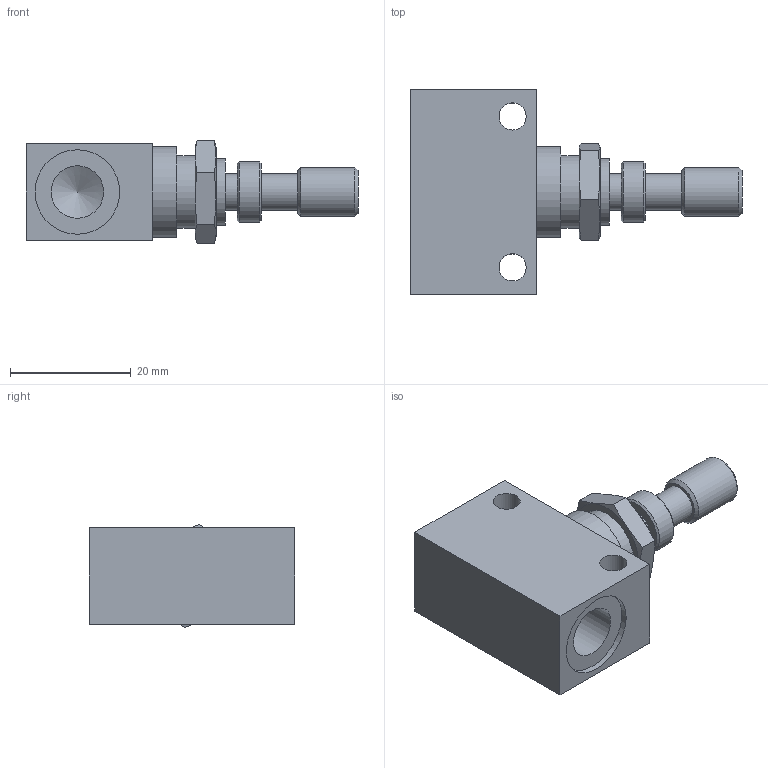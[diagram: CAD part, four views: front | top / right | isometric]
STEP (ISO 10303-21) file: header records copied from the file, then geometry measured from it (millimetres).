
FILE_DESCRIPTION((''),'2;1');
FILE_NAME('6_01_18N.stp','2012-07-20T08:07:49',('ghislan1'),(''),'Autodesk Inventor 2012','Autodesk Inventor 2012','');
FILE_SCHEMA(('AUTOMOTIVE_DESIGN { 1 0 10303 214 1 1 1 1 }'));
Length unit declared in the file: millimetre
Products named in the file (3): 6_01_18N; 6_01_18N(A); 6_01_18N(B)
Assembly tree (2 placements, depth 2):
  6_01_18N
    6_01_18N(A)
    6_01_18N(B)
Bounding box: 55 x 34 x 17.15 mm (x, y, z)
Volume: 12582 mm3; surface area: 5680.1 mm2
Topology: 2 solids, 2 shells, 47 faces, 94 edges, 59 vertices
Faces by surface type: plane 22, cylinder 14, cone 11
Full cylindrical faces by diameter (mm): 4.5 x2, 6 x2, 8 x1, 8.7 x2, 10 x1, 11 x2, 12 x1, 14 x2, 15 x1
Entity records: 1153 total; most frequent: CARTESIAN_POINT 198, DIRECTION 194, ORIENTED_EDGE 132, AXIS2_PLACEMENT_3D 88, EDGE_LOOP 86, EDGE_CURVE 66, VERTEX_POINT 56, FACE_OUTER_BOUND 47
